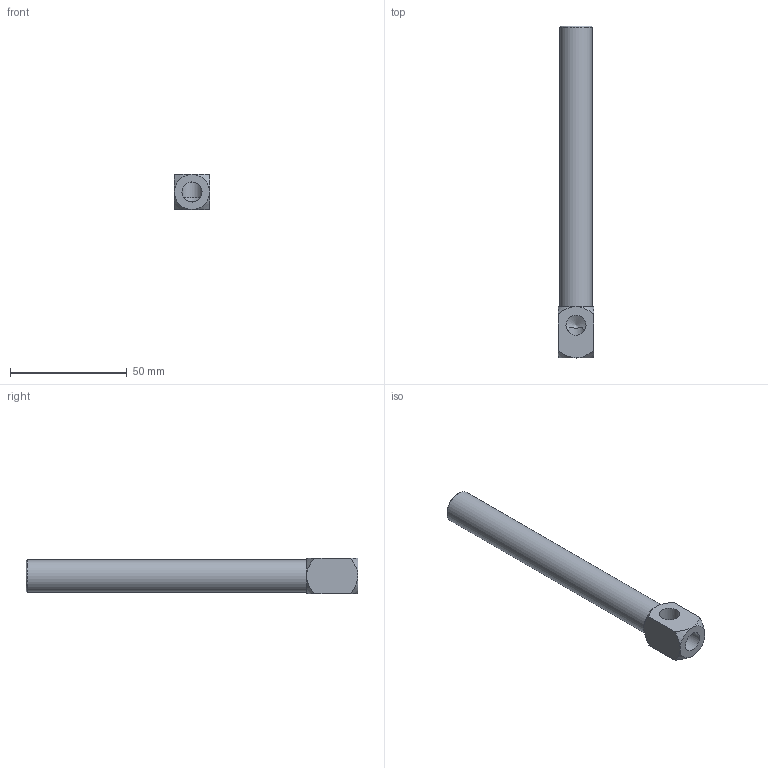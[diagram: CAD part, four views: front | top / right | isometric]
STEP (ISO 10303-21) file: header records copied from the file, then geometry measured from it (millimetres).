
FILE_DESCRIPTION( ( 'STEP AP214' ), '1' );
FILE_NAME( 'CA.GSE.141818120.stp', '2014-07-09T12:59:01', ( ' ' ), ( ' ' ), 'XStep 1.0', ' ', ' ' );
FILE_SCHEMA( ( 'CONFIG_CONTROL_DESIGN) ( )' ) );
Length unit declared in the file: metre
Products named in the file (2): Assem1; GSE.14.18.18.120
Bounding box: 15 x 142 x 15 mm (x, y, z)
Volume: 31459 mm3; surface area: 19855.3 mm2
Topology: 2 solids, 2 shells, 44 faces, 108 edges, 68 vertices
Faces by surface type: cone 22, plane 14, cylinder 8
Full cylindrical faces by diameter (mm): 8.566 x4, 10 x2, 14 x2
Entity records: 951 total; most frequent: CARTESIAN_POINT 304, DIRECTION 90, ORIENTED_EDGE 80, AXIS2_PLACEMENT_3D 43, EDGE_CURVE 40, EDGE_LOOP 31, VERTEX_POINT 29, FACE_OUTER_BOUND 26
